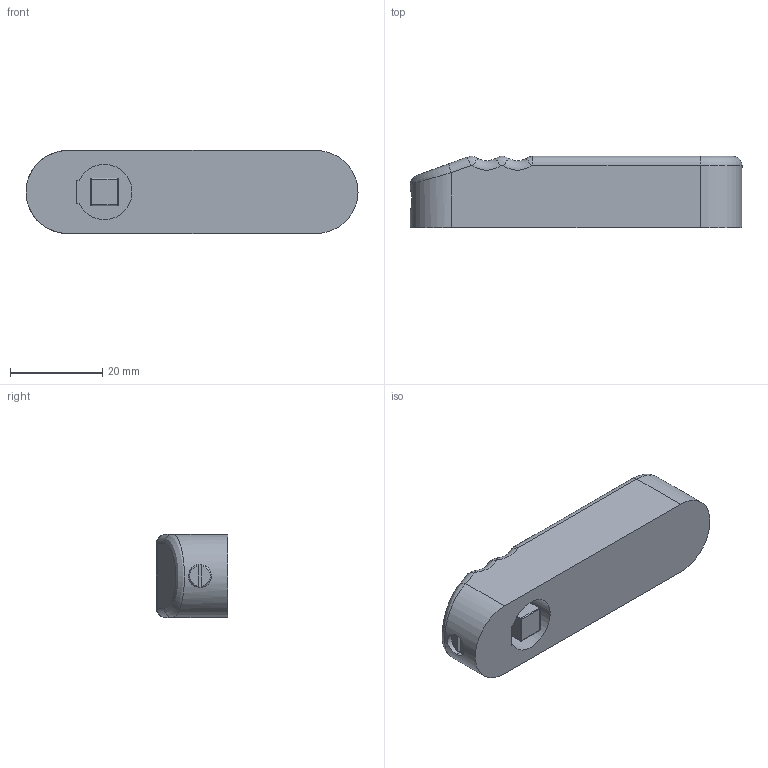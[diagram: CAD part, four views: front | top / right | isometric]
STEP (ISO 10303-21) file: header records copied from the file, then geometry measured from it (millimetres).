
FILE_DESCRIPTION((''),'2;1');
FILE_NAME('OHBS9_SW0003','2024-07-05T12:22:30',('FIRARAN'),(''),'CREO PARAMETRIC BY PTC INC, 2022364','CREO PARAMETRIC BY PTC INC, 2022364','');
FILE_SCHEMA(('AUTOMOTIVE_DESIGN { 1 0 10303 214 1 1 1 1 }'));
Length unit declared in the file: millimetre
Products named in the file (1): OHBS9_SW0003
Bounding box: 72 x 15.45 x 18 mm (x, y, z)
Volume: 17348.5 mm3; surface area: 5551.2 mm2
Topology: 1 solids, 1 shells, 66 faces, 153 edges, 90 vertices
Faces by surface type: cylinder 24, plane 20, bspline 7, cone 6, torus 5, sphere 4
Entity records: 3338 total; most frequent: CARTESIAN_POINT 790, DIRECTION 362, ORIENTED_EDGE 302, COLOUR_RGB 208, EDGE_CURVE 151, AXIS2_PLACEMENT_3D 144, VERTEX_POINT 90, CIRCLE 75
